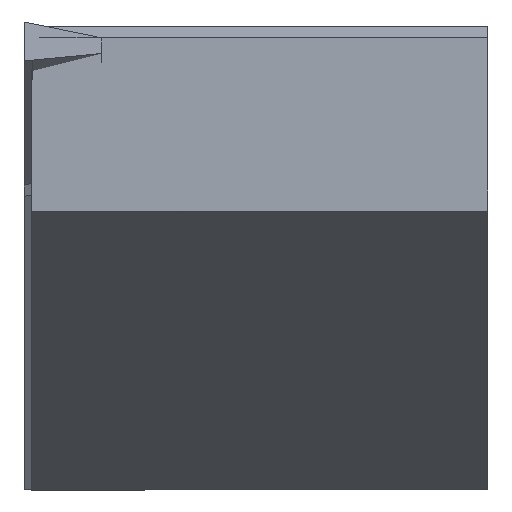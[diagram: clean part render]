
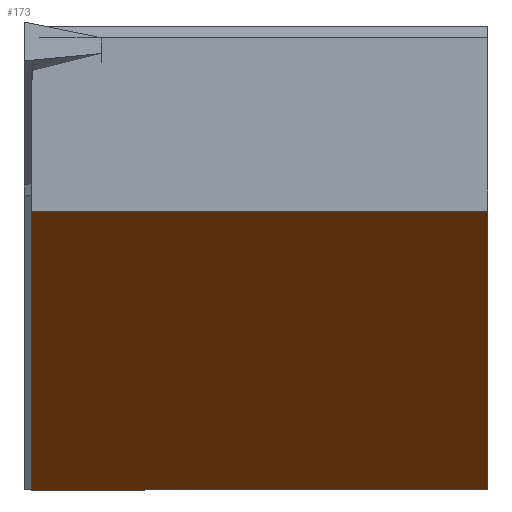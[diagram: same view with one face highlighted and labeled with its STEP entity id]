
A CAD part, left-side view. The second image highlights one B-rep face of the part: STEP entity #173.
In plain terms, the highlighted planar face has unit normal (-0.616, 0, -0.788).
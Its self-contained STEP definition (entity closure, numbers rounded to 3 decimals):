
#64 = VECTOR ( 'NONE', #1326, 1000. ) ;
#141 = LINE ( 'NONE', #1703, #2298 ) ;
#173 = ADVANCED_FACE ( 'NONE', ( #1546 ), #1740, .T. ) ;
#191 = DIRECTION ( 'NONE',  ( 0., -1., 0. ) ) ;
#321 = VERTEX_POINT ( 'NONE', #1460 ) ;
#453 = CARTESIAN_POINT ( 'NONE',  ( 0.756, -0.3, -7.575 ) ) ;
#497 = ORIENTED_EDGE ( 'NONE', *, *, #2183, .F. ) ;
#528 = CARTESIAN_POINT ( 'NONE',  ( 15.444, -19.05, -19.05 ) ) ;
#554 = VERTEX_POINT ( 'NONE', #453 ) ;
#683 = VECTOR ( 'NONE', #191, 1000. ) ;
#965 = ORIENTED_EDGE ( 'NONE', *, *, #2200, .F. ) ;
#1192 = VECTOR ( 'NONE', #2280, 1000. ) ;
#1230 = ORIENTED_EDGE ( 'NONE', *, *, #2197, .T. ) ;
#1267 = LINE ( 'NONE', #1876, #64 ) ;
#1315 = CARTESIAN_POINT ( 'NONE',  ( 0.756, 160.225, -7.575 ) ) ;
#1326 = DIRECTION ( 'NONE',  ( 0.788, 0., -0.616 ) ) ;
#1340 = LINE ( 'NONE', #1315, #683 ) ;
#1460 = CARTESIAN_POINT ( 'NONE',  ( 0.756, -19.05, -7.575 ) ) ;
#1521 = CARTESIAN_POINT ( 'NONE',  ( 15.444, 160.225, -19.05 ) ) ;
#1528 = AXIS2_PLACEMENT_3D ( 'NONE', #1645, #1592, #1581 ) ;
#1546 = FACE_OUTER_BOUND ( 'NONE', #2702, .T. ) ;
#1581 = DIRECTION ( 'NONE',  ( -0.788, 0., 0.616 ) ) ;
#1592 = DIRECTION ( 'NONE',  ( -0.616, 0., -0.788 ) ) ;
#1645 = CARTESIAN_POINT ( 'NONE',  ( 0., 160.225, -6.984 ) ) ;
#1703 = CARTESIAN_POINT ( 'NONE',  ( 0., -0.3, -6.984 ) ) ;
#1727 = LINE ( 'NONE', #1521, #1192 ) ;
#1740 = PLANE ( 'NONE',  #1528 ) ;
#1742 = VERTEX_POINT ( 'NONE', #528 ) ;
#1876 = CARTESIAN_POINT ( 'NONE',  ( -3.388, -19.05, -4.337 ) ) ;
#2040 = VERTEX_POINT ( 'NONE', #2155 ) ;
#2155 = CARTESIAN_POINT ( 'NONE',  ( 15.444, -0.3, -19.05 ) ) ;
#2183 = EDGE_CURVE ( 'NONE', #554, #321, #1340, .T. ) ;
#2188 = EDGE_CURVE ( 'NONE', #554, #2040, #141, .T. ) ;
#2197 = EDGE_CURVE ( 'NONE', #2040, #1742, #1727, .T. ) ;
#2200 = EDGE_CURVE ( 'NONE', #321, #1742, #1267, .T. ) ;
#2269 = DIRECTION ( 'NONE',  ( 0.788, 0., -0.616 ) ) ;
#2280 = DIRECTION ( 'NONE',  ( 0., -1., 0. ) ) ;
#2298 = VECTOR ( 'NONE', #2269, 1000. ) ;
#2545 = ORIENTED_EDGE ( 'NONE', *, *, #2188, .T. ) ;
#2702 = EDGE_LOOP ( 'NONE', ( #497, #2545, #1230, #965 ) ) ;
